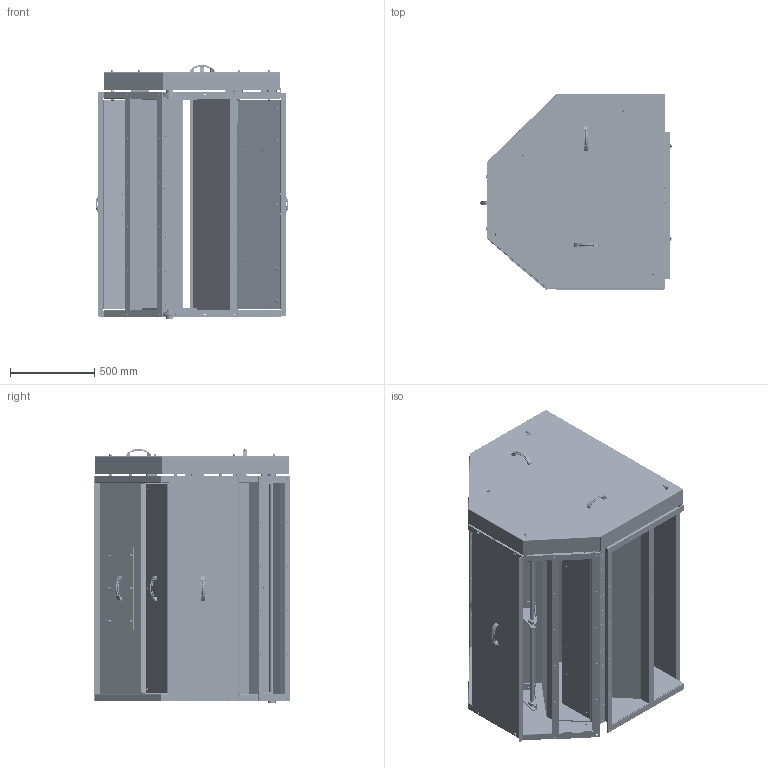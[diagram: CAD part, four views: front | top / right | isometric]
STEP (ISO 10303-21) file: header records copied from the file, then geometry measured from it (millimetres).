
FILE_DESCRIPTION(/* description */ (''),/* implementation_level */ '2;1');
FILE_NAME(/* name */ 'SRKP125035.stp',/* time_stamp */ '2023-10-16T10:09:52+02:00',/* author */ ('EN'),/* organization */ (''),/* preprocessor_version */ 'ST-DEVELOPER v18.1',/* originating_system */ 'Autodesk Inventor 2021',/* authorisation */ '');
FILE_SCHEMA (('AUTOMOTIVE_DESIGN { 1 0 10303 214 3 1 1 }'));
Products named in the file (1): SRKP125035_Obal_1
Bounding box: 1144.42 x 1165 x 1508.71 mm (x, y, z)
Volume: 52878597.3 mm3; surface area: 31308905.5 mm2
Topology: 27 solids, 27 shells, 7051 faces, 17411 edges, 10647 vertices
Faces by surface type: plane 3551, cylinder 1923, cone 926, torus 320, sphere 182, bspline 149
Full cylindrical faces by diameter (mm): 4 x2, 4.134 x2, 4.917 x10, 5 x44, 5.2 x12, 5.3 x12, 5.4 x12, 5.5 x2, 6 x5, 6.5 x5, 6.647 x15, 7 x2, 7.318 x2, 7.323 x50, 8 x90, 8.376 x26, 8.4 x3, 8.7 x12, 9 x18, 10 x142, 10.8 x26, 11 x30, 11.4 x56, 12 x12, 12.5 x10, 13 x6, 15.2 x3, 15.4 x8, 16 x26, 18 x6
Entity records: 215499 total; most frequent: CARTESIAN_POINT 51546, ORIENTED_EDGE 34370, DIRECTION 34338, EDGE_CURVE 17185, AXIS2_PLACEMENT_3D 12830, VERTEX_POINT 10654, LINE 8678, VECTOR 8678
